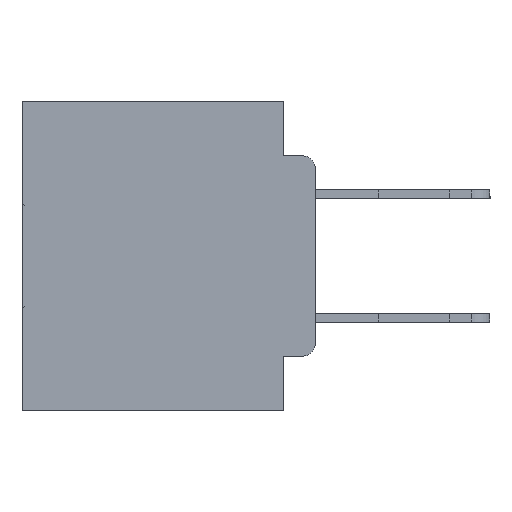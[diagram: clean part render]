
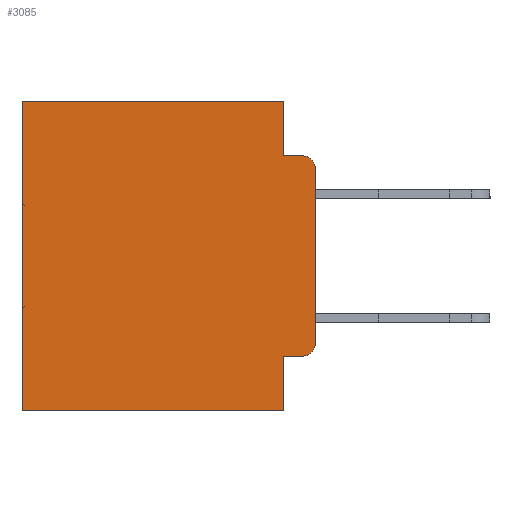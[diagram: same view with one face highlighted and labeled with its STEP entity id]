
A CAD part, left-side view. The second image highlights one B-rep face of the part: STEP entity #3085.
In plain terms, the highlighted planar face has unit normal (-1, 0, 0).
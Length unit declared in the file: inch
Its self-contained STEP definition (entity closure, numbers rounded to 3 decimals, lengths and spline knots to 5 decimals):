
#179 = DIRECTION ( 'NONE',  ( 1., 0., 0. ) ) ;
#359 = PLANE ( 'NONE',  #26097 ) ;
#954 = CARTESIAN_POINT ( 'NONE',  ( 0.298, 0., 0. ) ) ;
#1010 = CARTESIAN_POINT ( 'NONE',  ( 0.298, 0.473, -0.5 ) ) ;
#1020 = CARTESIAN_POINT ( 'NONE',  ( 0.298, 0., -0.1085 ) ) ;
#1036 = CARTESIAN_POINT ( 'NONE',  ( 0.298, 0.473, 0. ) ) ;
#1200 = CARTESIAN_POINT ( 'NONE',  ( 0.298, 0.051, -0.4115 ) ) ;
#2991 = VECTOR ( 'NONE', #23679, 39.37008 ) ;
#3085 = ADVANCED_FACE ( 'NONE', ( #8281 ), #359, .F. ) ;
#3178 = VECTOR ( 'NONE', #3596, 39.37008 ) ;
#3596 = DIRECTION ( 'NONE',  ( 0., 0., -1. ) ) ;
#3702 = AXIS2_PLACEMENT_3D ( 'NONE', #20204, #4913, #22732 ) ;
#3893 = LINE ( 'NONE', #4556, #23396 ) ;
#4556 = CARTESIAN_POINT ( 'NONE',  ( 0.298, 0., 0. ) ) ;
#4710 = EDGE_CURVE ( 'NONE', #19679, #25989, #3893, .T. ) ;
#4913 = DIRECTION ( 'NONE',  ( -1., 0., 0. ) ) ;
#5556 = DIRECTION ( 'NONE',  ( 0., 0., -1. ) ) ;
#5773 = LINE ( 'NONE', #954, #26833 ) ;
#5903 = CARTESIAN_POINT ( 'NONE',  ( 0.298, 0., -0.5 ) ) ;
#6137 = CARTESIAN_POINT ( 'NONE',  ( 0.298, 0.051, -0.4115 ) ) ;
#6168 = CARTESIAN_POINT ( 'NONE',  ( 0.298, 0.02, -0.3915 ) ) ;
#6185 = EDGE_CURVE ( 'NONE', #18477, #31691, #5773, .T. ) ;
#6550 = ORIENTED_EDGE ( 'NONE', *, *, #8032, .T. ) ;
#7641 = EDGE_CURVE ( 'NONE', #13855, #25025, #28654, .T. ) ;
#7714 = EDGE_CURVE ( 'NONE', #31275, #25989, #21882, .T. ) ;
#8032 = EDGE_CURVE ( 'NONE', #19679, #25025, #25018, .T. ) ;
#8033 = ORIENTED_EDGE ( 'NONE', *, *, #6185, .T. ) ;
#8281 = FACE_OUTER_BOUND ( 'NONE', #25648, .T. ) ;
#8406 = ORIENTED_EDGE ( 'NONE', *, *, #7714, .T. ) ;
#8482 = CARTESIAN_POINT ( 'NONE',  ( 0.298, 0.051, -0.5 ) ) ;
#8498 = CARTESIAN_POINT ( 'NONE',  ( 0.298, 0., 0. ) ) ;
#8525 = DIRECTION ( 'NONE',  ( 0., 0., -1. ) ) ;
#8696 = DIRECTION ( 'NONE',  ( 0., 0., -1. ) ) ;
#9490 = VECTOR ( 'NONE', #19350, 39.37008 ) ;
#9584 = CARTESIAN_POINT ( 'NONE',  ( 0.298, 0.051, 0. ) ) ;
#9748 = LINE ( 'NONE', #5903, #2991 ) ;
#9937 = LINE ( 'NONE', #1036, #3178 ) ;
#10640 = CARTESIAN_POINT ( 'NONE',  ( 0.298, 0.051, 0. ) ) ;
#11106 = ORIENTED_EDGE ( 'NONE', *, *, #7641, .F. ) ;
#11398 = DIRECTION ( 'NONE',  ( 0., 1., 0. ) ) ;
#11413 = CARTESIAN_POINT ( 'NONE',  ( 0.298, 0.473, 0. ) ) ;
#11590 = ORIENTED_EDGE ( 'NONE', *, *, #29265, .F. ) ;
#12437 = LINE ( 'NONE', #10640, #19242 ) ;
#13579 = CARTESIAN_POINT ( 'NONE',  ( 0.298, 0., -0.3915 ) ) ;
#13855 = VERTEX_POINT ( 'NONE', #24016 ) ;
#15145 = ORIENTED_EDGE ( 'NONE', *, *, #4710, .F. ) ;
#15155 = EDGE_CURVE ( 'NONE', #29382, #31275, #30497, .T. ) ;
#15462 = DIRECTION ( 'NONE',  ( 0., 0., -1. ) ) ;
#15978 = CARTESIAN_POINT ( 'NONE',  ( 0.298, 0.051, -0.0885 ) ) ;
#16780 = CARTESIAN_POINT ( 'NONE',  ( 0.298, 0.051, 0. ) ) ;
#17910 = LINE ( 'NONE', #16780, #9490 ) ;
#18205 = VERTEX_POINT ( 'NONE', #8482 ) ;
#18477 = VERTEX_POINT ( 'NONE', #9584 ) ;
#19242 = VECTOR ( 'NONE', #5556, 39.37008 ) ;
#19350 = DIRECTION ( 'NONE',  ( 0., 0., -1. ) ) ;
#19679 = VERTEX_POINT ( 'NONE', #1020 ) ;
#20204 = CARTESIAN_POINT ( 'NONE',  ( 0.298, 0.02, -0.1085 ) ) ;
#21882 = CIRCLE ( 'NONE', #32100, 0.02 ) ;
#22102 = EDGE_CURVE ( 'NONE', #29382, #18205, #12437, .T. ) ;
#22732 = DIRECTION ( 'NONE',  ( 0., 0., -1. ) ) ;
#23396 = VECTOR ( 'NONE', #15462, 39.37008 ) ;
#23679 = DIRECTION ( 'NONE',  ( 0., 1., 0. ) ) ;
#23848 = VECTOR ( 'NONE', #28842, 39.37008 ) ;
#23962 = DIRECTION ( 'NONE',  ( -1., 0., 0. ) ) ;
#24016 = CARTESIAN_POINT ( 'NONE',  ( 0.298, 0.051, -0.0885 ) ) ;
#24705 = ORIENTED_EDGE ( 'NONE', *, *, #22102, .F. ) ;
#24883 = EDGE_CURVE ( 'NONE', #18477, #13855, #17910, .T. ) ;
#25018 = CIRCLE ( 'NONE', #3702, 0.02 ) ;
#25025 = VERTEX_POINT ( 'NONE', #32057 ) ;
#25648 = EDGE_LOOP ( 'NONE', ( #15145, #6550, #11106, #31280, #8033, #28636, #11590, #24705, #30942, #8406 ) ) ;
#25989 = VERTEX_POINT ( 'NONE', #13579 ) ;
#26097 = AXIS2_PLACEMENT_3D ( 'NONE', #8498, #179, #8525 ) ;
#26833 = VECTOR ( 'NONE', #11398, 39.37008 ) ;
#27300 = EDGE_CURVE ( 'NONE', #31691, #31021, #9937, .T. ) ;
#28636 = ORIENTED_EDGE ( 'NONE', *, *, #27300, .T. ) ;
#28654 = LINE ( 'NONE', #15978, #29431 ) ;
#28842 = DIRECTION ( 'NONE',  ( 0., -1., 0. ) ) ;
#29265 = EDGE_CURVE ( 'NONE', #18205, #31021, #9748, .T. ) ;
#29382 = VERTEX_POINT ( 'NONE', #1200 ) ;
#29431 = VECTOR ( 'NONE', #31078, 39.37008 ) ;
#30038 = CARTESIAN_POINT ( 'NONE',  ( 0.298, 0.02, -0.4115 ) ) ;
#30497 = LINE ( 'NONE', #6137, #23848 ) ;
#30942 = ORIENTED_EDGE ( 'NONE', *, *, #15155, .T. ) ;
#31021 = VERTEX_POINT ( 'NONE', #1010 ) ;
#31078 = DIRECTION ( 'NONE',  ( 0., -1., 0. ) ) ;
#31275 = VERTEX_POINT ( 'NONE', #30038 ) ;
#31280 = ORIENTED_EDGE ( 'NONE', *, *, #24883, .F. ) ;
#31691 = VERTEX_POINT ( 'NONE', #11413 ) ;
#32057 = CARTESIAN_POINT ( 'NONE',  ( 0.298, 0.02, -0.0885 ) ) ;
#32100 = AXIS2_PLACEMENT_3D ( 'NONE', #6168, #23962, #8696 ) ;
